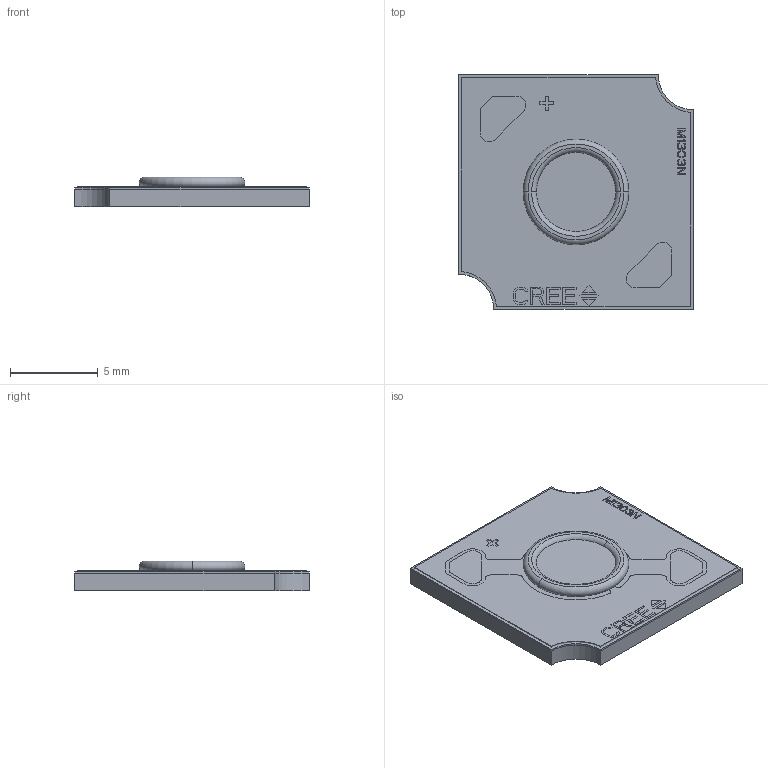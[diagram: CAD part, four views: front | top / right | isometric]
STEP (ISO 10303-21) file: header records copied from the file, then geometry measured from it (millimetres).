
FILE_DESCRIPTION((''),'2;1');
FILE_NAME('2610-00119_ASM','2019-04-26T12:08:28',('dcronin'),(''),'CREO PARAMETRIC BY PTC INC, 2017380','CREO PARAMETRIC BY PTC INC, 2017380','');
FILE_SCHEMA(('CONFIG_CONTROL_DESIGN'));
Length unit declared in the file: millimetre
Products named in the file (9): 2610-00119-ROUTING; 2610-00119-TM; 2610-00119-SM; 2610-00119; 2610-00119-DI; 2610-00119-ENCAP; CREE_LOGO_NEW; M1306N_NEW; 2610-00119_ASM
Assembly tree (8 placements, depth 2):
  2610-00119_ASM
    2610-00119-ROUTING
    2610-00119-TM
    2610-00119-SM
    2610-00119
    2610-00119-DI
    2610-00119-ENCAP
    CREE_LOGO_NEW
    M1306N_NEW
Bounding box: 13.35 x 13.35 x 1.7 mm (x, y, z)
Volume: 230.6 mm3; surface area: 1214.1 mm2
Topology: 20 solids, 20 shells, 440 faces, 1200 edges, 800 vertices
Faces by surface type: plane 386, cylinder 50, torus 4
Entity records: 13923 total; most frequent: CARTESIAN_POINT 2457, ORIENTED_EDGE 2400, DIRECTION 2226, EDGE_CURVE 1200, VECTOR 1088, LINE 1088, VERTEX_POINT 800, AXIS2_PLACEMENT_3D 569
